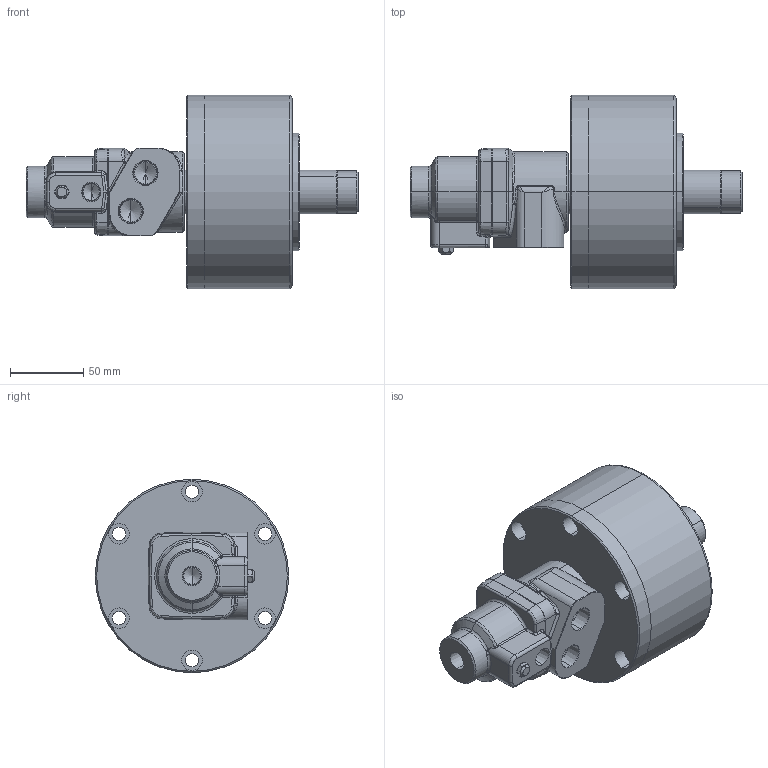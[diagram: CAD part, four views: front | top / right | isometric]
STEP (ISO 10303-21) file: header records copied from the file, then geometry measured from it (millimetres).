
FILE_DESCRIPTION (( 'STEP AP203' ), '1' );
FILE_NAME ('RL-A100N²Õ¦X¥ó.STEP', '2011-03-16T09:58:29', ( 'user' ), ( '' ), 'SwSTEP 2.0', 'SolidWorks 2010', '' );
FILE_SCHEMA (( 'CONFIG_CONTROL_DESIGN' ));
Length unit declared in the file: metre
Products named in the file (7): RL-100活塞; RK-100缸體; RL-A100N閥蓋; RL-A100N組合件; RL-100N閥軸; RL-100閥體; RL-A100N消音器
Assembly tree (6 placements, depth 2):
  RL-A100N組合件
    RL-A100N消音器
    RL-100活塞
    RL-100閥體
    RK-100缸體
    RL-A100N閥蓋
    RL-100N閥軸
Bounding box: 226.5 x 132 x 132 mm (x, y, z)
Volume: 1096241.7 mm3; surface area: 188248.4 mm2
Topology: 6 solids, 6 shells, 415 faces, 955 edges, 562 vertices
Faces by surface type: cylinder 154, plane 90, cone 71, bspline 71, torus 27, sphere 2
Entity records: 22933 total; most frequent: CARTESIAN_POINT 13200, DIRECTION 1867, ORIENTED_EDGE 1850, EDGE_CURVE 925, AXIS2_PLACEMENT_3D 768, VERTEX_POINT 562, EDGE_LOOP 483, ADVANCED_FACE 415
